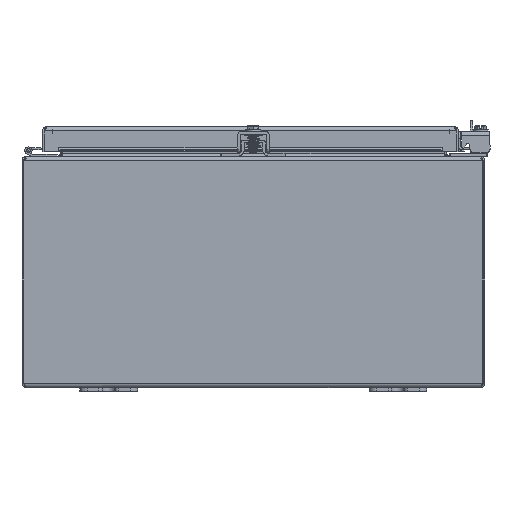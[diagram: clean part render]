
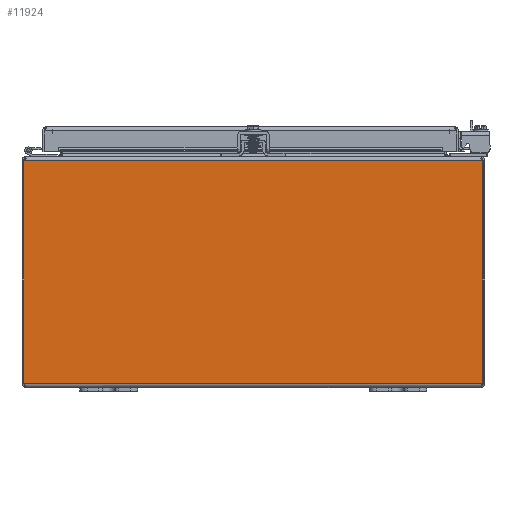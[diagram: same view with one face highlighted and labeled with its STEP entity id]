
A CAD part, front view. The second image highlights one B-rep face of the part: STEP entity #11924.
In plain terms, the highlighted planar face has unit normal (0, -1, 0).
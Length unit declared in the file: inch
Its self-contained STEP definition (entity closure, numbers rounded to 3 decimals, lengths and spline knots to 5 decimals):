
#1187=PLANE('',#12677);
#1590=FACE_OUTER_BOUND('',#2288,.T.);
#2288=EDGE_LOOP('',(#8658,#8659,#8660,#8661));
#3086=LINE('',#17517,#4165);
#3087=LINE('',#17535,#4166);
#3088=LINE('',#17536,#4167);
#3089=LINE('',#17537,#4168);
#4165=VECTOR('',#13982,15.88059);
#4166=VECTOR('',#13985,15.88059);
#4167=VECTOR('',#13986,7.6945);
#4168=VECTOR('',#13987,7.6945);
#5667=VERTEX_POINT('',#17515);
#5668=VERTEX_POINT('',#17516);
#5669=VERTEX_POINT('',#17533);
#5670=VERTEX_POINT('',#17534);
#6828=EDGE_CURVE('',#5667,#5668,#3086,.T.);
#6831=EDGE_CURVE('',#5669,#5670,#3087,.T.);
#6832=EDGE_CURVE('',#5667,#5670,#3088,.T.);
#6833=EDGE_CURVE('',#5669,#5668,#3089,.T.);
#8658=ORIENTED_EDGE('',*,*,#6831,.T.);
#8659=ORIENTED_EDGE('',*,*,#6832,.F.);
#8660=ORIENTED_EDGE('',*,*,#6828,.T.);
#8661=ORIENTED_EDGE('',*,*,#6833,.F.);
#11924=ADVANCED_FACE('',(#1590),#1187,.F.);
#12677=AXIS2_PLACEMENT_3D('',#17532,#13983,#13984);
#13982=DIRECTION('',(-1.,0.,0.));
#13983=DIRECTION('center_axis',(0.,1.,0.));
#13984=DIRECTION('ref_axis',(1.,0.,0.));
#13985=DIRECTION('',(1.,0.,0.));
#13986=DIRECTION('',(0.,0.,-1.));
#13987=DIRECTION('',(0.,0.,1.));
#17515=CARTESIAN_POINT('',(7.94029,-12.,7.84725));
#17516=CARTESIAN_POINT('',(-7.94029,-12.,7.84725));
#17517=CARTESIAN_POINT('',(3.97015,-12.,7.84725));
#17532=CARTESIAN_POINT('Origin',(0.,-12.,4.00024));
#17533=CARTESIAN_POINT('',(-7.94029,-12.,0.15275));
#17534=CARTESIAN_POINT('',(7.94029,-12.,0.15275));
#17535=CARTESIAN_POINT('',(0.,-12.,0.15275));
#17536=CARTESIAN_POINT('',(7.94029,-12.,0.15275));
#17537=CARTESIAN_POINT('',(-7.94029,-12.,0.15275));
